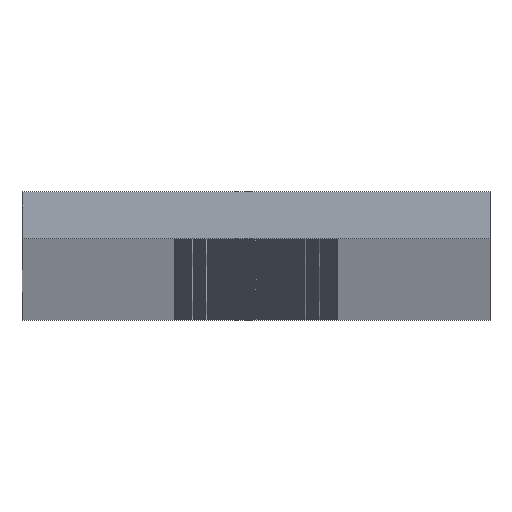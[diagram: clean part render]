
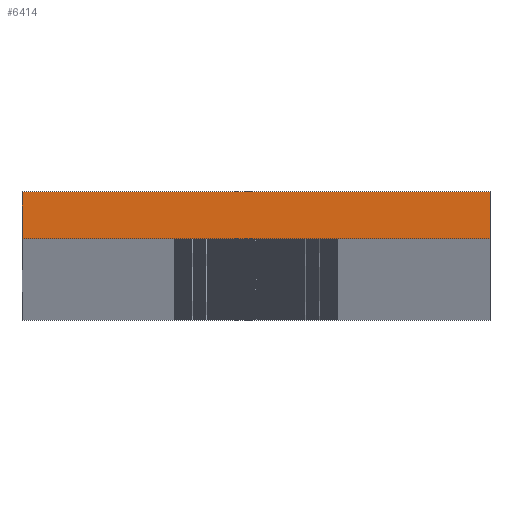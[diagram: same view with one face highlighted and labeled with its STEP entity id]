
A CAD part, top view. The second image highlights one B-rep face of the part: STEP entity #6414.
In plain terms, the highlighted planar face has unit normal (0, 0, 1).
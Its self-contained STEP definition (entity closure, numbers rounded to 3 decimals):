
#337 = AXIS2_PLACEMENT_3D ( 'NONE', #3760, #3965, #4759 ) ;
#501 = EDGE_CURVE ( 'NONE', #3076, #11730, #12709, .T. ) ;
#681 = LINE ( 'NONE', #6356, #9497 ) ;
#830 = CARTESIAN_POINT ( 'NONE',  ( -10., 0., 0. ) ) ;
#880 = ORIENTED_EDGE ( 'NONE', *, *, #501, .T. ) ;
#1124 = VERTEX_POINT ( 'NONE', #5513 ) ;
#1552 = PLANE ( 'NONE',  #337 ) ;
#1772 = DIRECTION ( 'NONE',  ( 1., 0., 0. ) ) ;
#1894 = CARTESIAN_POINT ( 'NONE',  ( 10., -2., 0. ) ) ;
#3076 = VERTEX_POINT ( 'NONE', #4987 ) ;
#3708 = VECTOR ( 'NONE', #1772, 1000. ) ;
#3760 = CARTESIAN_POINT ( 'NONE',  ( 0., 0., 0. ) ) ;
#3965 = DIRECTION ( 'NONE',  ( 0., 0., -1. ) ) ;
#4253 = DIRECTION ( 'NONE',  ( 0., 1., 0. ) ) ;
#4759 = DIRECTION ( 'NONE',  ( -1., 0., 0. ) ) ;
#4987 = CARTESIAN_POINT ( 'NONE',  ( -10., -2., 0. ) ) ;
#5259 = EDGE_CURVE ( 'NONE', #3076, #1124, #681, .T. ) ;
#5359 = DIRECTION ( 'NONE',  ( 0., -1., 0. ) ) ;
#5513 = CARTESIAN_POINT ( 'NONE',  ( -10., 0., 0. ) ) ;
#5807 = VERTEX_POINT ( 'NONE', #13472 ) ;
#6161 = CARTESIAN_POINT ( 'NONE',  ( -10., -2., 0. ) ) ;
#6356 = CARTESIAN_POINT ( 'NONE',  ( -10., -2., 0. ) ) ;
#6414 = ADVANCED_FACE ( 'NONE', ( #13622 ), #1552, .F. ) ;
#7145 = EDGE_LOOP ( 'NONE', ( #880, #7937, #9741, #11039 ) ) ;
#7476 = LINE ( 'NONE', #7679, #13971 ) ;
#7679 = CARTESIAN_POINT ( 'NONE',  ( 10., 0., 0. ) ) ;
#7937 = ORIENTED_EDGE ( 'NONE', *, *, #11050, .F. ) ;
#9497 = VECTOR ( 'NONE', #4253, 1000. ) ;
#9627 = VECTOR ( 'NONE', #13824, 1000. ) ;
#9741 = ORIENTED_EDGE ( 'NONE', *, *, #10589, .F. ) ;
#10589 = EDGE_CURVE ( 'NONE', #1124, #5807, #12759, .T. ) ;
#11039 = ORIENTED_EDGE ( 'NONE', *, *, #5259, .F. ) ;
#11050 = EDGE_CURVE ( 'NONE', #5807, #11730, #7476, .T. ) ;
#11730 = VERTEX_POINT ( 'NONE', #1894 ) ;
#12709 = LINE ( 'NONE', #6161, #3708 ) ;
#12759 = LINE ( 'NONE', #830, #9627 ) ;
#13472 = CARTESIAN_POINT ( 'NONE',  ( 10., 0., 0. ) ) ;
#13622 = FACE_OUTER_BOUND ( 'NONE', #7145, .T. ) ;
#13824 = DIRECTION ( 'NONE',  ( 1., 0., 0. ) ) ;
#13971 = VECTOR ( 'NONE', #5359, 1000. ) ;
